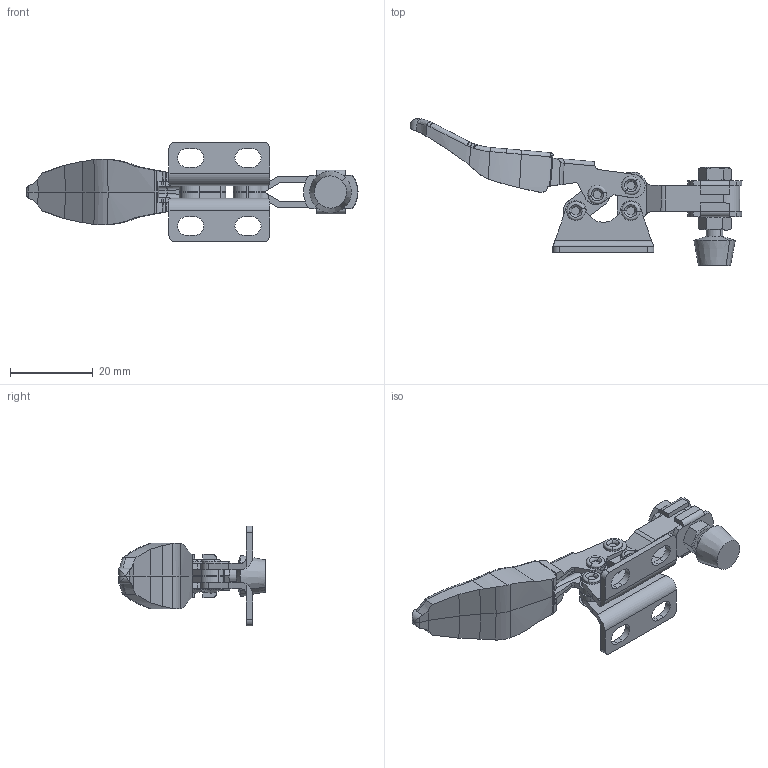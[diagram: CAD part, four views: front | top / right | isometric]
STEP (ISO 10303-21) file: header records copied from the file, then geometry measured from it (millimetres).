
FILE_DESCRIPTION (( 'STEP AP214' ), '1' );
FILE_NAME ('A448 Ïðèæèì øàðíèðíî-ðû÷àæíûé ñ óñèëèåì 27êã.STEP', '2020-12-29T08:28:31', ( 'Ïîëüçîâàòåëü Windows' ), ( '' ), 'SwSTEP 2.0', 'SolidWorks 2020', '' );
FILE_SCHEMA (( 'AUTOMOTIVE_DESIGN' ));
Length unit declared in the file: millimetre
Products named in the file (9): 昢膼瘔膻嬅00; 嵑殧趌00; 唒癰趌00; 扰鍙欙樥燲00; ч膹樖罻_00; A448 Ïðèæèì øàðíèðíî-ðû÷àæíûé ñ óñèëèåì 27êã; 蹴濋趌00; 杨邃桧栩咫黖00; 逄闉_00
Assembly tree (15 placements, depth 2):
  A448 Ïðèæèì øàðíèðíî-ðû÷àæíûé ñ óñèëèåì 27êã
    唒癰趌00
    蹴濋趌00  x2
    ч膹樖罻_00  x4
    扰鍙欙樥燲00
    昢膼瘔膻嬅00  x2
    杨邃桧栩咫黖00  x2
    逄闉_00
    嵑殧趌00  x2
Bounding box: 80.03 x 35.43 x 24.05 mm (x, y, z)
Volume: 6586.3 mm3; surface area: 7689.1 mm2
Topology: 17 solids, 17 shells, 481 faces, 1234 edges, 785 vertices
Faces by surface type: cylinder 205, plane 198, bspline 40, torus 26, cone 12
Entity records: 12405 total; most frequent: CARTESIAN_POINT 3877, ORIENTED_EDGE 1842, DIRECTION 1512, EDGE_CURVE 921, VERTEX_POINT 592, AXIS2_PLACEMENT_3D 539, LINE 434, VECTOR 434
